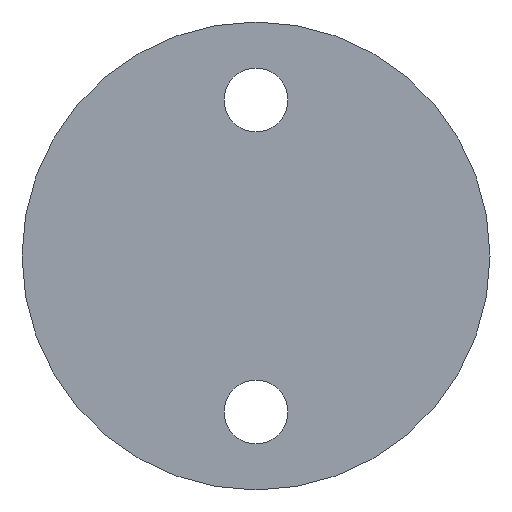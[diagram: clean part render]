
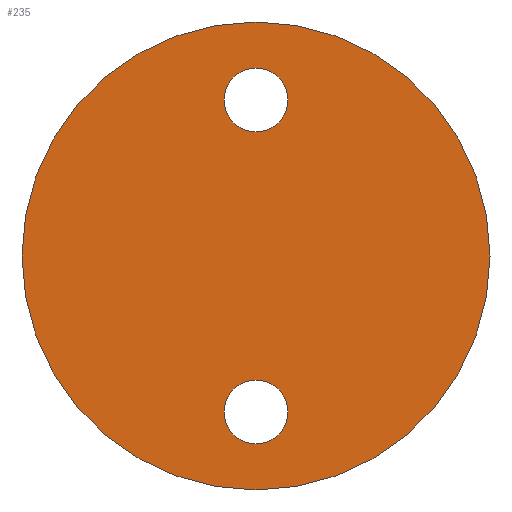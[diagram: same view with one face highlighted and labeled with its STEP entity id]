
A CAD part, front view. The second image highlights one B-rep face of the part: STEP entity #235.
In plain terms, the highlighted planar face has unit normal (0, -1, 0).
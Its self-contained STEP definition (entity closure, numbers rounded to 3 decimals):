
#34 = CARTESIAN_POINT ( 'NONE',  ( 0., -3., -7.95 ) ) ;
#59 = AXIS2_PLACEMENT_3D ( 'NONE', #221, #268, #66 ) ;
#62 = ORIENTED_EDGE ( 'NONE', *, *, #92, .T. ) ;
#64 = EDGE_CURVE ( 'NONE', #212, #439, #467, .T. ) ;
#65 = DIRECTION ( 'NONE',  ( 0., 0., 1. ) ) ;
#66 = DIRECTION ( 'NONE',  ( 0., 0., 1. ) ) ;
#69 = VERTEX_POINT ( 'NONE', #300 ) ;
#71 = AXIS2_PLACEMENT_3D ( 'NONE', #322, #112, #377 ) ;
#86 = DIRECTION ( 'NONE',  ( 0., 1., 0. ) ) ;
#92 = EDGE_CURVE ( 'NONE', #69, #626, #580, .T. ) ;
#103 = CARTESIAN_POINT ( 'NONE',  ( 15., -3., 0. ) ) ;
#106 = DIRECTION ( 'NONE',  ( 0., 1., 0. ) ) ;
#112 = DIRECTION ( 'NONE',  ( 0., 1., 0. ) ) ;
#129 = EDGE_LOOP ( 'NONE', ( #205, #316 ) ) ;
#131 = CARTESIAN_POINT ( 'NONE',  ( 0., -3., 0. ) ) ;
#138 = FACE_BOUND ( 'NONE', #318, .T. ) ;
#147 = CARTESIAN_POINT ( 'NONE',  ( 0., -3., -10. ) ) ;
#178 = ORIENTED_EDGE ( 'NONE', *, *, #255, .T. ) ;
#205 = ORIENTED_EDGE ( 'NONE', *, *, #579, .F. ) ;
#206 = CARTESIAN_POINT ( 'NONE',  ( 0., -3., 7.95 ) ) ;
#212 = VERTEX_POINT ( 'NONE', #206 ) ;
#218 = DIRECTION ( 'NONE',  ( 0., 1., 0. ) ) ;
#221 = CARTESIAN_POINT ( 'NONE',  ( 0., -3., 10. ) ) ;
#235 = ADVANCED_FACE ( 'NONE', ( #417, #138, #236 ), #561, .F. ) ;
#236 = FACE_OUTER_BOUND ( 'NONE', #129, .T. ) ;
#242 = DIRECTION ( 'NONE',  ( 0., 1., 0. ) ) ;
#249 = DIRECTION ( 'NONE',  ( 0., 0., 1. ) ) ;
#255 = EDGE_CURVE ( 'NONE', #626, #69, #261, .T. ) ;
#259 = EDGE_CURVE ( 'NONE', #593, #520, #624, .T. ) ;
#261 = CIRCLE ( 'NONE', #71, 2.05 ) ;
#268 = DIRECTION ( 'NONE',  ( 0., 1., 0. ) ) ;
#300 = CARTESIAN_POINT ( 'NONE',  ( 0., -3., -12.05 ) ) ;
#301 = EDGE_CURVE ( 'NONE', #439, #212, #374, .T. ) ;
#316 = ORIENTED_EDGE ( 'NONE', *, *, #259, .F. ) ;
#318 = EDGE_LOOP ( 'NONE', ( #353, #652 ) ) ;
#322 = CARTESIAN_POINT ( 'NONE',  ( 0., -3., -10. ) ) ;
#352 = CARTESIAN_POINT ( 'NONE',  ( 0., -3., 10. ) ) ;
#353 = ORIENTED_EDGE ( 'NONE', *, *, #301, .T. ) ;
#374 = CIRCLE ( 'NONE', #59, 2.05 ) ;
#377 = DIRECTION ( 'NONE',  ( 0., 0., 1. ) ) ;
#402 = DIRECTION ( 'NONE',  ( 0., 0., 1. ) ) ;
#405 = AXIS2_PLACEMENT_3D ( 'NONE', #352, #242, #249 ) ;
#417 = FACE_BOUND ( 'NONE', #482, .T. ) ;
#432 = CARTESIAN_POINT ( 'NONE',  ( 0., -3., 0. ) ) ;
#435 = CARTESIAN_POINT ( 'NONE',  ( 0., -3., 15. ) ) ;
#439 = VERTEX_POINT ( 'NONE', #536 ) ;
#443 = AXIS2_PLACEMENT_3D ( 'NONE', #103, #106, #516 ) ;
#467 = CIRCLE ( 'NONE', #405, 2.05 ) ;
#482 = EDGE_LOOP ( 'NONE', ( #178, #62 ) ) ;
#494 = CARTESIAN_POINT ( 'NONE',  ( 0., -3., -15. ) ) ;
#507 = AXIS2_PLACEMENT_3D ( 'NONE', #432, #218, #65 ) ;
#516 = DIRECTION ( 'NONE',  ( 0., 0., 1. ) ) ;
#520 = VERTEX_POINT ( 'NONE', #435 ) ;
#528 = CIRCLE ( 'NONE', #633, 15. ) ;
#536 = CARTESIAN_POINT ( 'NONE',  ( 0., -3., 12.05 ) ) ;
#558 = DIRECTION ( 'NONE',  ( 0., 0., 1. ) ) ;
#561 = PLANE ( 'NONE',  #443 ) ;
#579 = EDGE_CURVE ( 'NONE', #520, #593, #528, .T. ) ;
#580 = CIRCLE ( 'NONE', #594, 2.05 ) ;
#593 = VERTEX_POINT ( 'NONE', #494 ) ;
#594 = AXIS2_PLACEMENT_3D ( 'NONE', #147, #657, #558 ) ;
#624 = CIRCLE ( 'NONE', #507, 15. ) ;
#626 = VERTEX_POINT ( 'NONE', #34 ) ;
#633 = AXIS2_PLACEMENT_3D ( 'NONE', #131, #86, #402 ) ;
#652 = ORIENTED_EDGE ( 'NONE', *, *, #64, .T. ) ;
#657 = DIRECTION ( 'NONE',  ( 0., 1., 0. ) ) ;
